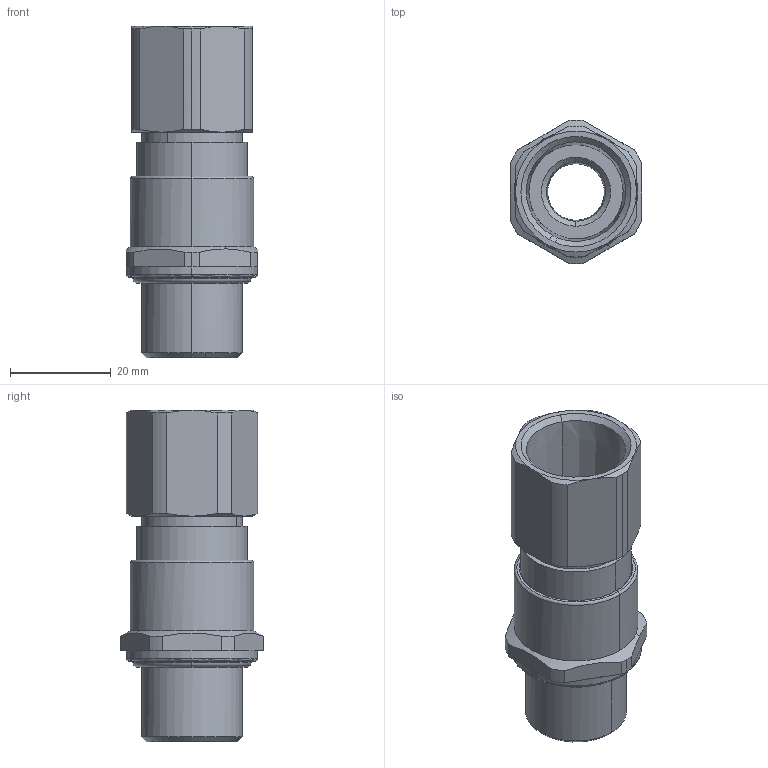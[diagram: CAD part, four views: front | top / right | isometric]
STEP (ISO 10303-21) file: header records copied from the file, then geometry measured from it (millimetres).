
FILE_DESCRIPTION(('CATIA V5 STEP Exchange','CAx-IF Rec.Pracs.--- Model Styling and Organization---1.4--- 2014-01-23'),'2;1');
FILE_NAME ('218710-1_1_1205210000_1205210000.stp','2020-12-23T03:07:45+00:00',('none'),('Weidmueller'),'CATIA Version 5-6 Release 2016 SP3 HF44','CATIA V5 STEP AP214','none');
FILE_SCHEMA(('AUTOMOTIVE_DESIGN { 1 0 10303 214 1 1 1 1 }'));
Length unit declared in the file: millimetre
Products named in the file (1): A2LC_20S-M20-NPT0.5F-WM
Bounding box: 26 x 28.5 x 65.75 mm (x, y, z)
Volume: 17785.7 mm3; surface area: 11887.9 mm2
Topology: 3 solids, 3 shells, 138 faces, 336 edges, 210 vertices
Faces by surface type: cone 45, cylinder 40, plane 30, torus 23
Entity records: 3967 total; most frequent: CARTESIAN_POINT 923, ORIENTED_EDGE 672, DIRECTION 505, EDGE_CURVE 336, AXIS2_PLACEMENT_3D 300, VERTEX_POINT 210, CIRCLE 190, EDGE_LOOP 150
